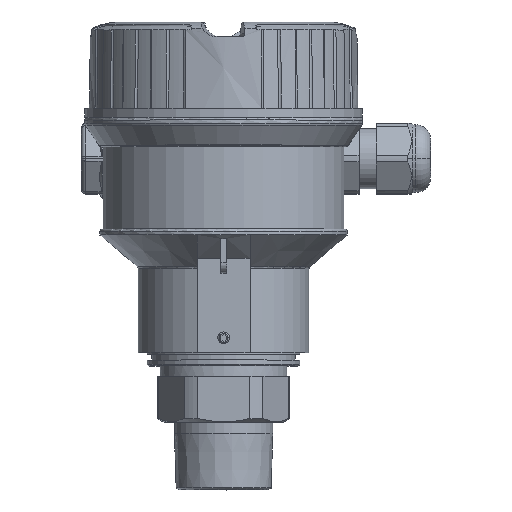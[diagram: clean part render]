
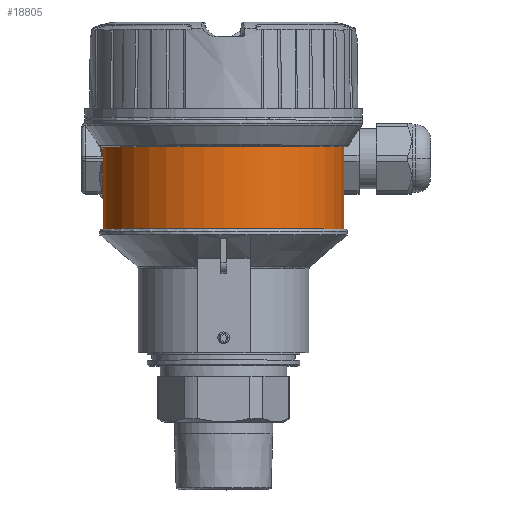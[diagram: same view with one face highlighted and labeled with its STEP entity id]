
A CAD part, top view. The second image highlights one B-rep face of the part: STEP entity #18805.
In plain terms, the highlighted cylindrical face has radius 41 mm (diameter 82 mm), a partial arc.
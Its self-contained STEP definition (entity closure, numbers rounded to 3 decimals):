
#1278=CARTESIAN_POINT('',(0.,42.,0.));
#1279=DIRECTION('',(0.,1.,0.));
#1280=DIRECTION('',(-0.967,0.,-0.255));
#1281=AXIS2_PLACEMENT_3D('',#1278,#1279,#1280);
#1283=CARTESIAN_POINT('',(0.,42.,0.));
#1284=DIRECTION('',(0.,1.,0.));
#1285=DIRECTION('',(0.,0.,1.));
#1286=AXIS2_PLACEMENT_3D('',#1283,#1284,#1285);
#4444=CARTESIAN_POINT('',(0.,70.,0.));
#4445=DIRECTION('',(0.,-1.,0.));
#4446=DIRECTION('',(0.969,0.,-0.248));
#4447=AXIS2_PLACEMENT_3D('',#4444,#4445,#4446);
#4449=CARTESIAN_POINT('',(0.,70.,0.));
#4450=DIRECTION('',(0.,-1.,0.));
#4451=DIRECTION('',(0.,0.,1.));
#4452=AXIS2_PLACEMENT_3D('',#4449,#4450,#4451);
#4548=DIRECTION('',(0.,-1.,0.));
#4549=VECTOR('',#4548,28.);
#4550=CARTESIAN_POINT('',(39.721,70.,-10.16));
#4551=LINE('',#4550,#4549);
#4552=DIRECTION('',(0.,-1.,0.));
#4553=VECTOR('',#4552,28.);
#4554=CARTESIAN_POINT('',(-39.646,70.,-10.45));
#4555=LINE('',#4554,#4553);
#10327=CARTESIAN_POINT('',(-39.646,42.,-10.45));
#10328=VERTEX_POINT('',#10327);
#10329=CARTESIAN_POINT('',(0.,42.,41.));
#10330=VERTEX_POINT('',#10329);
#10331=CARTESIAN_POINT('',(39.721,42.,-10.16));
#10332=VERTEX_POINT('',#10331);
#10749=CARTESIAN_POINT('',(39.721,70.,-10.16));
#10750=VERTEX_POINT('',#10749);
#10751=CARTESIAN_POINT('',(0.,70.,41.));
#10752=VERTEX_POINT('',#10751);
#10753=CARTESIAN_POINT('',(-39.646,70.,-10.45));
#10754=VERTEX_POINT('',#10753);
#18791=CARTESIAN_POINT('',(0.,70.,0.));
#18792=DIRECTION('',(0.,-1.,0.));
#18793=DIRECTION('',(0.,0.,-1.));
#18794=AXIS2_PLACEMENT_3D('',#18791,#18792,#18793);
#18795=CYLINDRICAL_SURFACE('',#18794,41.);
#18796=ORIENTED_EDGE('',*,*,#18712,.F.);
#18797=ORIENTED_EDGE('',*,*,#18710,.F.);
#18798=ORIENTED_EDGE('',*,*,#18779,.T.);
#18799=ORIENTED_EDGE('',*,*,#14083,.F.);
#18800=ORIENTED_EDGE('',*,*,#14081,.F.);
#18802=ORIENTED_EDGE('',*,*,#18801,.F.);
#18803=EDGE_LOOP('',(#18796,#18797,#18798,#18799,#18800,#18802));
#18804=FACE_OUTER_BOUND('',#18803,.F.);
#18805=ADVANCED_FACE('',(#18804),#18795,.T.);
#1282=CIRCLE('',#1281,41.);
#1287=CIRCLE('',#1286,41.);
#4448=CIRCLE('',#4447,41.);
#4453=CIRCLE('',#4452,41.);
#14081=EDGE_CURVE('',#10328,#10330,#1282,.T.);
#14083=EDGE_CURVE('',#10330,#10332,#1287,.T.);
#18710=EDGE_CURVE('',#10750,#10752,#4448,.T.);
#18712=EDGE_CURVE('',#10752,#10754,#4453,.T.);
#18779=EDGE_CURVE('',#10750,#10332,#4551,.T.);
#18801=EDGE_CURVE('',#10754,#10328,#4555,.T.);
